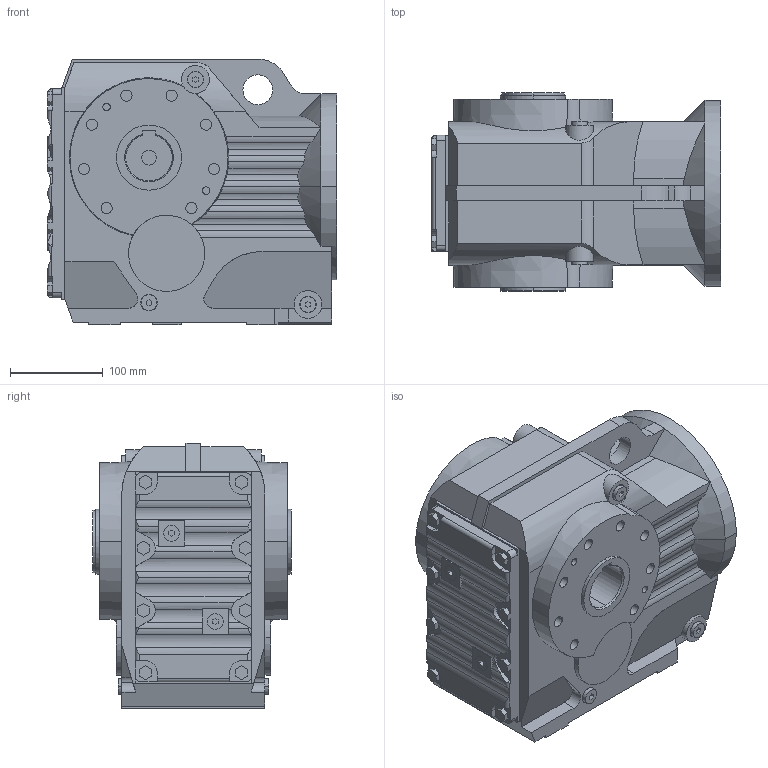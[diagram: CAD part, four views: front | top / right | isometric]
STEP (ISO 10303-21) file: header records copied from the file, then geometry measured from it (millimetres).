
FILE_DESCRIPTION(('STEP AP214'),'1');
FILE_NAME('cctmp_B42F49BC-4AC0-4D4C-A57F-05B0D4A742C8_2021_1_14_12_32_47_603..stp','2021-01-14T11:32:47',('SEW-EURODRIVE GmbH & Co KG'),('CADClick - www.CADClick.com'),'Spatial InterOp 3D postprocessed',' ','unknown authorization');
FILE_SCHEMA(('AUTOMOTIVE_DESIGN'));
Length unit declared in the file: millimetre
Products named in the file (1): 2021_01_14__12-32-47-603
Bounding box: 311.5 x 213 x 286 mm (x, y, z)
Volume: 12580161.8 mm3; surface area: 439044.4 mm2
Topology: 1 solids, 3 shells, 519 faces, 1333 edges, 878 vertices
Faces by surface type: plane 291, cylinder 212, cone 16
Entity records: 19392 total; most frequent: CARTESIAN_POINT 5227, ORIENTED_EDGE 2666, DIRECTION 2520, EDGE_CURVE 1333, VERTEX_POINT 878, AXIS2_PLACEMENT_3D 849, LINE 822, VECTOR 822
